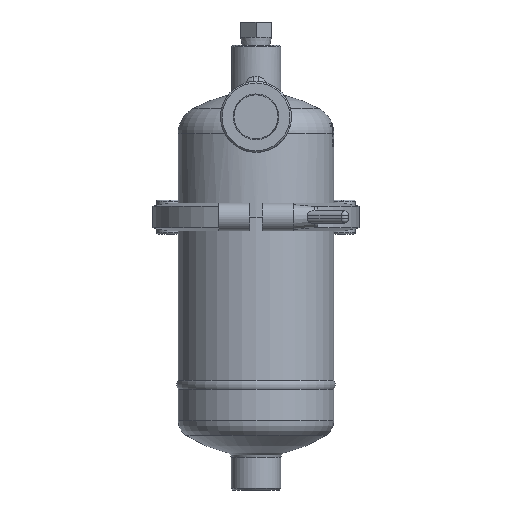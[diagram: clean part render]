
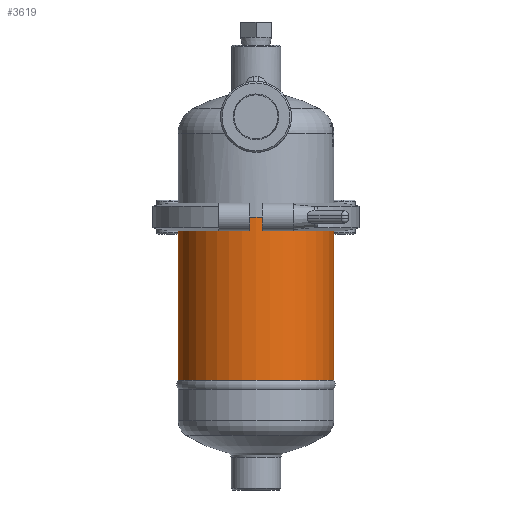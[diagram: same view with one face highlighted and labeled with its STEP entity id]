
A CAD part, left-side view. The second image highlights one B-rep face of the part: STEP entity #3619.
In plain terms, the highlighted cylindrical face has radius 50.5 mm (diameter 101 mm), a full revolution.
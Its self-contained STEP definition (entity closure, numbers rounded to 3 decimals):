
#3545=CARTESIAN_POINT('',(50.5,0.0,-105.912));
#3546=VERTEX_POINT('',#3545);
#3547=CARTESIAN_POINT('',(0.,0.0,-105.912));
#3548=DIRECTION('',(0.0,0.0,1.0));
#3549=DIRECTION('',(1.0,0.0,0.0));
#3550=AXIS2_PLACEMENT_3D('',#3547,#3548,#3549);
#3551=CIRCLE('',#3550,50.5);
#3552=EDGE_CURVE('',#3546,#3546,#3551,.T.);
#3600=CARTESIAN_POINT('',(0.,0.0,-53.006));
#3601=DIRECTION('',(0.,0.0,1.0));
#3602=DIRECTION('',(1.0,0.0,0.0));
#3603=AXIS2_PLACEMENT_3D('',#3600,#3601,#3602);
#3604=CYLINDRICAL_SURFACE('',#3603,50.5);
#3605=CARTESIAN_POINT('',(50.5,0.0,-0.1));
#3606=VERTEX_POINT('',#3605);
#3607=CARTESIAN_POINT('',(0.,0.0,-0.1));
#3608=DIRECTION('',(0.0,0.0,1.0));
#3609=DIRECTION('',(1.0,0.0,0.0));
#3610=AXIS2_PLACEMENT_3D('',#3607,#3608,#3609);
#3611=CIRCLE('',#3610,50.5);
#3612=EDGE_CURVE('',#3606,#3606,#3611,.T.);
#3613=ORIENTED_EDGE('',*,*,#3612,.F.);
#3614=EDGE_LOOP('',(#3613));
#3615=FACE_OUTER_BOUND('',#3614,.T.);
#3616=ORIENTED_EDGE('',*,*,#3552,.T.);
#3617=EDGE_LOOP('',(#3616));
#3618=FACE_BOUND('',#3617,.T.);
#3619=ADVANCED_FACE('',(#3615,#3618),#3604,.T.);
